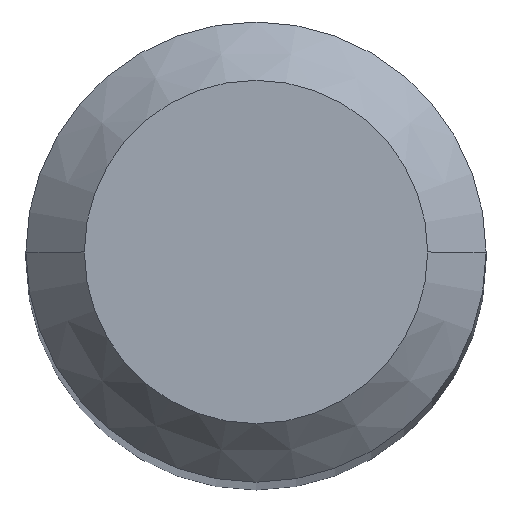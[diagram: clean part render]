
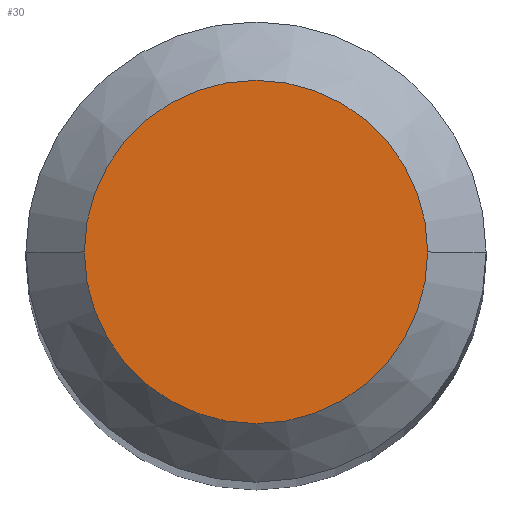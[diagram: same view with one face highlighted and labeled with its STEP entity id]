
A CAD part, top view. The second image highlights one B-rep face of the part: STEP entity #30.
In plain terms, the highlighted planar face has unit normal (0, 0, 1).
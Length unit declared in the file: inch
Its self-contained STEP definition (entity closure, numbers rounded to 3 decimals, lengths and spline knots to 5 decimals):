
#2 = FACE_OUTER_BOUND ( 'NONE', #240, .T. ) ;
#4 = DIRECTION ( 'NONE',  ( 0., 0., 1. ) ) ;
#30 = ADVANCED_FACE ( 'NONE', ( #2 ), #273, .T. ) ;
#39 = DIRECTION ( 'NONE',  ( 1., 0., 0. ) ) ;
#44 = CARTESIAN_POINT ( 'NONE',  ( 0., 0., 1.49606 ) ) ;
#48 = DIRECTION ( 'NONE',  ( 1., 0., 0. ) ) ;
#51 = AXIS2_PLACEMENT_3D ( 'NONE', #169, #4, #74 ) ;
#66 = DIRECTION ( 'NONE',  ( 0., 0., 1. ) ) ;
#68 = AXIS2_PLACEMENT_3D ( 'NONE', #77, #173, #39 ) ;
#74 = DIRECTION ( 'NONE',  ( 1., 0., 0. ) ) ;
#77 = CARTESIAN_POINT ( 'NONE',  ( 0., 0., 1.49606 ) ) ;
#83 = VERTEX_POINT ( 'NONE', #280 ) ;
#118 = AXIS2_PLACEMENT_3D ( 'NONE', #44, #66, #48 ) ;
#169 = CARTESIAN_POINT ( 'NONE',  ( 0., 0., 1.49606 ) ) ;
#173 = DIRECTION ( 'NONE',  ( 0., 0., 1. ) ) ;
#179 = CIRCLE ( 'NONE', #68, 0.04405 ) ;
#181 = VERTEX_POINT ( 'NONE', #214 ) ;
#195 = CIRCLE ( 'NONE', #51, 0.04405 ) ;
#214 = CARTESIAN_POINT ( 'NONE',  ( -0.04405, 0., 1.49606 ) ) ;
#222 = ORIENTED_EDGE ( 'NONE', *, *, #278, .T. ) ;
#237 = ORIENTED_EDGE ( 'NONE', *, *, #260, .T. ) ;
#240 = EDGE_LOOP ( 'NONE', ( #222, #237 ) ) ;
#260 = EDGE_CURVE ( 'NONE', #83, #181, #195, .T. ) ;
#273 = PLANE ( 'NONE',  #118 ) ;
#278 = EDGE_CURVE ( 'NONE', #181, #83, #179, .T. ) ;
#280 = CARTESIAN_POINT ( 'NONE',  ( 0.04405, 0., 1.49606 ) ) ;
